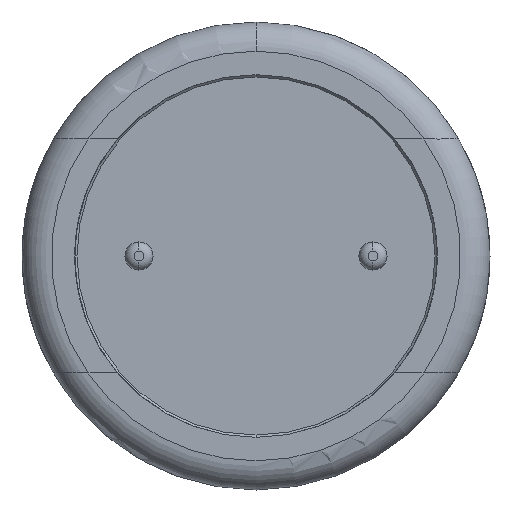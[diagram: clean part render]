
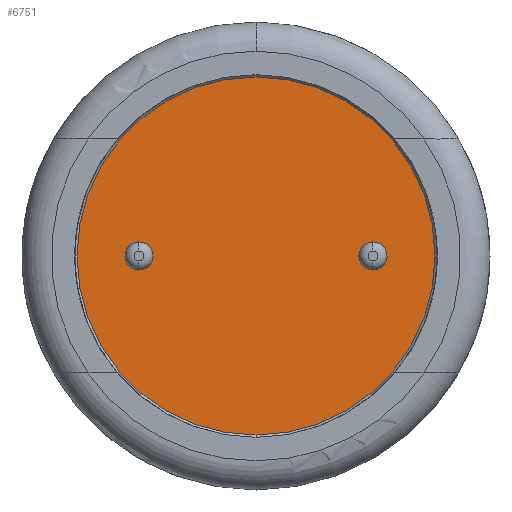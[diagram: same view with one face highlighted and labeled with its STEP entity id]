
A CAD part, front view. The second image highlights one B-rep face of the part: STEP entity #6751.
In plain terms, the highlighted planar face has unit normal (0, -1, 0).
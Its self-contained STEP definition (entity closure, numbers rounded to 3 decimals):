
#69 = EDGE_CURVE ( 'NONE', #2437, #6208, #393, .T. ) ;
#101 = FACE_BOUND ( 'NONE', #1446, .T. ) ;
#167 = CARTESIAN_POINT ( 'NONE',  ( -2.5, 0.1, 0. ) ) ;
#216 = CARTESIAN_POINT ( 'NONE',  ( 0., 0.1, 0. ) ) ;
#234 = CARTESIAN_POINT ( 'NONE',  ( 2.5, 0.1, -0.3 ) ) ;
#245 = CIRCLE ( 'NONE', #358, 0.3 ) ;
#255 = CARTESIAN_POINT ( 'NONE',  ( 0., 0.1, 0. ) ) ;
#288 = VERTEX_POINT ( 'NONE', #234 ) ;
#330 = CIRCLE ( 'NONE', #432, 3.825 ) ;
#358 = AXIS2_PLACEMENT_3D ( 'NONE', #1672, #685, #3740 ) ;
#393 = CIRCLE ( 'NONE', #4011, 3.825 ) ;
#432 = AXIS2_PLACEMENT_3D ( 'NONE', #255, #3937, #6065 ) ;
#625 = DIRECTION ( 'NONE',  ( 0., 0., -1. ) ) ;
#653 = CIRCLE ( 'NONE', #1749, 0.3 ) ;
#685 = DIRECTION ( 'NONE',  ( 0., -1., 0. ) ) ;
#723 = FACE_BOUND ( 'NONE', #5432, .T. ) ;
#754 = FACE_OUTER_BOUND ( 'NONE', #910, .T. ) ;
#910 = EDGE_LOOP ( 'NONE', ( #6543, #1808 ) ) ;
#1011 = ORIENTED_EDGE ( 'NONE', *, *, #1800, .F. ) ;
#1284 = DIRECTION ( 'NONE',  ( 0., 0., -1. ) ) ;
#1334 = VERTEX_POINT ( 'NONE', #5260 ) ;
#1446 = EDGE_LOOP ( 'NONE', ( #1011, #3939 ) ) ;
#1672 = CARTESIAN_POINT ( 'NONE',  ( 2.5, 0.1, 0. ) ) ;
#1749 = AXIS2_PLACEMENT_3D ( 'NONE', #4914, #5995, #625 ) ;
#1800 = EDGE_CURVE ( 'NONE', #2631, #2222, #3269, .T. ) ;
#1808 = ORIENTED_EDGE ( 'NONE', *, *, #2555, .T. ) ;
#2222 = VERTEX_POINT ( 'NONE', #2860 ) ;
#2267 = DIRECTION ( 'NONE',  ( 0., 0., -1. ) ) ;
#2270 = EDGE_CURVE ( 'NONE', #2222, #2631, #5725, .T. ) ;
#2284 = CARTESIAN_POINT ( 'NONE',  ( -2.5, 0.1, 0. ) ) ;
#2304 = DIRECTION ( 'NONE',  ( 0., -1., 0. ) ) ;
#2437 = VERTEX_POINT ( 'NONE', #5919 ) ;
#2502 = AXIS2_PLACEMENT_3D ( 'NONE', #167, #4285, #5902 ) ;
#2555 = EDGE_CURVE ( 'NONE', #6208, #2437, #330, .T. ) ;
#2631 = VERTEX_POINT ( 'NONE', #6578 ) ;
#2809 = EDGE_CURVE ( 'NONE', #288, #1334, #653, .T. ) ;
#2860 = CARTESIAN_POINT ( 'NONE',  ( -2.5, 0.1, -0.3 ) ) ;
#2909 = DIRECTION ( 'NONE',  ( 0., -1., 0. ) ) ;
#3269 = CIRCLE ( 'NONE', #2502, 0.3 ) ;
#3343 = PLANE ( 'NONE',  #5342 ) ;
#3740 = DIRECTION ( 'NONE',  ( 0., 0., -1. ) ) ;
#3937 = DIRECTION ( 'NONE',  ( 0., -1., 0. ) ) ;
#3939 = ORIENTED_EDGE ( 'NONE', *, *, #2270, .F. ) ;
#4011 = AXIS2_PLACEMENT_3D ( 'NONE', #6626, #2909, #1284 ) ;
#4075 = ORIENTED_EDGE ( 'NONE', *, *, #2809, .F. ) ;
#4285 = DIRECTION ( 'NONE',  ( 0., -1., 0. ) ) ;
#4514 = ORIENTED_EDGE ( 'NONE', *, *, #5498, .F. ) ;
#4880 = CARTESIAN_POINT ( 'NONE',  ( 0., 0.1, 3.825 ) ) ;
#4914 = CARTESIAN_POINT ( 'NONE',  ( 2.5, 0.1, 0. ) ) ;
#5260 = CARTESIAN_POINT ( 'NONE',  ( 2.5, 0.1, 0.3 ) ) ;
#5342 = AXIS2_PLACEMENT_3D ( 'NONE', #216, #2304, #2267 ) ;
#5432 = EDGE_LOOP ( 'NONE', ( #4514, #4075 ) ) ;
#5459 = DIRECTION ( 'NONE',  ( 0., -1., 0. ) ) ;
#5498 = EDGE_CURVE ( 'NONE', #1334, #288, #245, .T. ) ;
#5725 = CIRCLE ( 'NONE', #6159, 0.3 ) ;
#5902 = DIRECTION ( 'NONE',  ( 0., 0., 1. ) ) ;
#5919 = CARTESIAN_POINT ( 'NONE',  ( 0., 0.1, -3.825 ) ) ;
#5995 = DIRECTION ( 'NONE',  ( 0., -1., 0. ) ) ;
#6065 = DIRECTION ( 'NONE',  ( 0., 0., -1. ) ) ;
#6106 = DIRECTION ( 'NONE',  ( 0., 0., 1. ) ) ;
#6159 = AXIS2_PLACEMENT_3D ( 'NONE', #2284, #5459, #6106 ) ;
#6208 = VERTEX_POINT ( 'NONE', #4880 ) ;
#6543 = ORIENTED_EDGE ( 'NONE', *, *, #69, .T. ) ;
#6578 = CARTESIAN_POINT ( 'NONE',  ( -2.5, 0.1, 0.3 ) ) ;
#6626 = CARTESIAN_POINT ( 'NONE',  ( 0., 0.1, 0. ) ) ;
#6751 = ADVANCED_FACE ( 'NONE', ( #101, #723, #754 ), #3343, .T. ) ;
